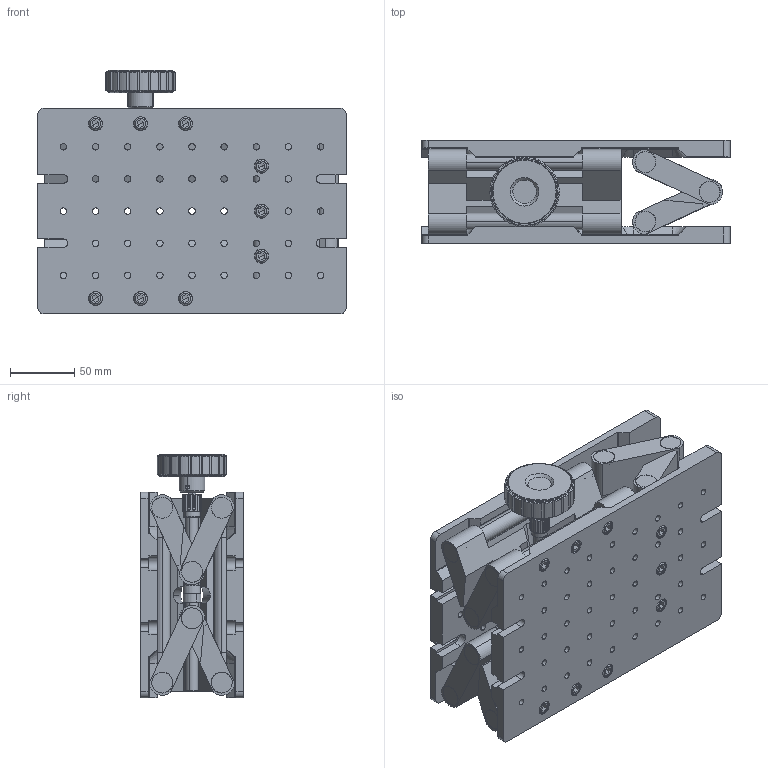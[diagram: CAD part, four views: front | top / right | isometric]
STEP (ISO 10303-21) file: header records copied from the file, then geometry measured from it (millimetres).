
FILE_DESCRIPTION (( 'STEP AP203' ), '1' );
FILE_NAME ('06LJF-4M.STEP', '2016-05-10T02:35:33', ( '' ), ( '' ), 'SwSTEP 2.0', 'SolidWorks 2016', '' );
FILE_SCHEMA (( 'CONFIG_CONTROL_DESIGN' ));
Length unit declared in the file: millimetre
Products named in the file (1): 06LJF-4M
Bounding box: 240 x 80.17 x 189.7 mm (x, y, z)
Volume: 1615261 mm3; surface area: 475838.7 mm2
Topology: 120 solids, 120 shells, 2280 faces, 5661 edges, 3581 vertices
Faces by surface type: cylinder 966, plane 814, cone 416, bspline 76, torus 8
Entity records: 73986 total; most frequent: CARTESIAN_POINT 20002, DIRECTION 11322, ORIENTED_EDGE 11010, EDGE_CURVE 5505, AXIS2_PLACEMENT_3D 4370, VERTEX_POINT 3581, EDGE_LOOP 2740, VECTOR 2582
